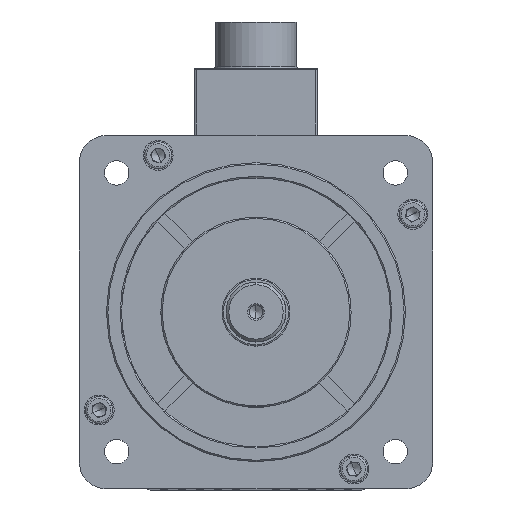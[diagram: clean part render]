
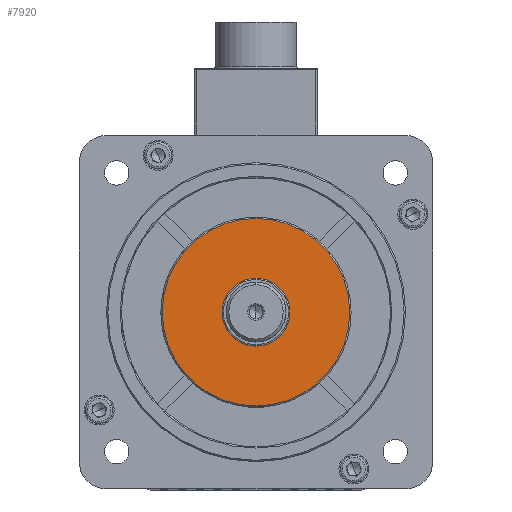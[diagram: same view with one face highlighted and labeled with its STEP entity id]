
A CAD part, top view. The second image highlights one B-rep face of the part: STEP entity #7920.
In plain terms, the highlighted planar face has unit normal (0, 0, 1).
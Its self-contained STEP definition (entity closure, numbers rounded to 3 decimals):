
#3082 = EDGE_LOOP ( 'NONE', ( #24604, #4064 ) ) ;
#4064 = ORIENTED_EDGE ( 'NONE', *, *, #36466, .T. ) ;
#5936 = AXIS2_PLACEMENT_3D ( 'NONE', #31037, #20462, #37702 ) ;
#7920 = ADVANCED_FACE ( 'NONE', ( #27154 ), #30149, .T. ) ;
#14060 = CARTESIAN_POINT ( 'NONE',  ( 235.859, 86.541, 103.207 ) ) ;
#15326 = DIRECTION ( 'NONE',  ( 0., 0., 1. ) ) ;
#19397 = CARTESIAN_POINT ( 'NONE',  ( 201.359, 86.541, 103.207 ) ) ;
#20462 = DIRECTION ( 'NONE',  ( 0., 0., 1. ) ) ;
#24604 = ORIENTED_EDGE ( 'NONE', *, *, #27266, .T. ) ;
#26109 = CARTESIAN_POINT ( 'NONE',  ( 201.359, 86.541, 103.207 ) ) ;
#27154 = FACE_OUTER_BOUND ( 'NONE', #3082, .T. ) ;
#27266 = EDGE_CURVE ( 'NONE', #27656, #29481, #42662, .T. ) ;
#27656 = VERTEX_POINT ( 'NONE', #32514 ) ;
#27972 = AXIS2_PLACEMENT_3D ( 'NONE', #26109, #15326, #39902 ) ;
#29481 = VERTEX_POINT ( 'NONE', #14060 ) ;
#29967 = DIRECTION ( 'NONE',  ( 0., 0., 1. ) ) ;
#30149 = PLANE ( 'NONE',  #5936 ) ;
#31037 = CARTESIAN_POINT ( 'NONE',  ( 201.359, 86.541, 103.207 ) ) ;
#32514 = CARTESIAN_POINT ( 'NONE',  ( 166.859, 86.541, 103.207 ) ) ;
#34695 = AXIS2_PLACEMENT_3D ( 'NONE', #19397, #29967, #43974 ) ;
#36184 = CIRCLE ( 'NONE', #34695, 34.5 ) ;
#36466 = EDGE_CURVE ( 'NONE', #29481, #27656, #36184, .T. ) ;
#37702 = DIRECTION ( 'NONE',  ( 1., 0., 0. ) ) ;
#39902 = DIRECTION ( 'NONE',  ( 1., 0., 0. ) ) ;
#42662 = CIRCLE ( 'NONE', #27972, 34.5 ) ;
#43974 = DIRECTION ( 'NONE',  ( 1., 0., 0. ) ) ;
